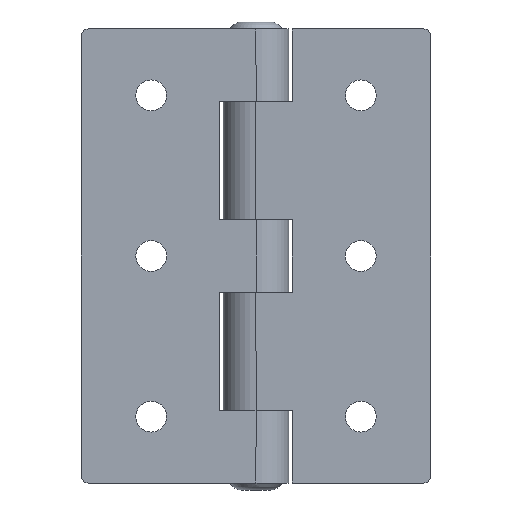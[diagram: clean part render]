
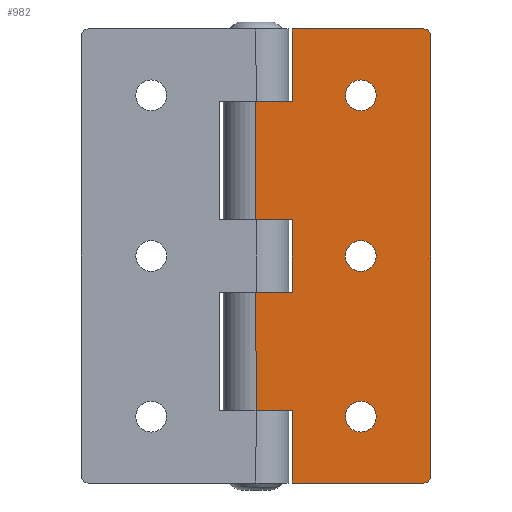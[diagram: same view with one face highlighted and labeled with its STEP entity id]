
A CAD part, front view. The second image highlights one B-rep face of the part: STEP entity #982.
In plain terms, the highlighted planar face has unit normal (0, -1, 0).
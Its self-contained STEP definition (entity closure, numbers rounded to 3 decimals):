
#45=FACE_BOUND('',#190,.T.);
#46=FACE_BOUND('',#191,.T.);
#47=FACE_BOUND('',#192,.T.);
#73=PLANE('',#1072);
#120=FACE_OUTER_BOUND('',#189,.T.);
#189=EDGE_LOOP('',(#815,#816,#817,#818,#819,#820,#821,#822,#823,#824,#825,
#826,#827,#828));
#190=EDGE_LOOP('',(#829));
#191=EDGE_LOOP('',(#830));
#192=EDGE_LOOP('',(#831));
#265=LINE('',#1579,#351);
#268=LINE('',#1585,#354);
#269=LINE('',#1587,#355);
#270=LINE('',#1589,#356);
#271=LINE('',#1591,#357);
#272=LINE('',#1593,#358);
#273=LINE('',#1595,#359);
#274=LINE('',#1597,#360);
#275=LINE('',#1599,#361);
#276=LINE('',#1601,#362);
#277=LINE('',#1603,#363);
#278=LINE('',#1605,#364);
#351=VECTOR('',#1290,63.);
#354=VECTOR('',#1295,18.8);
#355=VECTOR('',#1296,10.4);
#356=VECTOR('',#1297,5.2);
#357=VECTOR('',#1298,16.9);
#358=VECTOR('',#1299,5.2);
#359=VECTOR('',#1300,10.4);
#360=VECTOR('',#1301,5.2);
#361=VECTOR('',#1302,16.9);
#362=VECTOR('',#1303,5.2);
#363=VECTOR('',#1304,10.4);
#364=VECTOR('',#1305,18.8);
#420=CIRCLE('',#1070,1.);
#421=CIRCLE('',#1073,1.);
#422=CIRCLE('',#1074,2.2);
#423=CIRCLE('',#1075,2.2);
#424=CIRCLE('',#1076,2.2);
#491=VERTEX_POINT('',#1572);
#492=VERTEX_POINT('',#1574);
#493=VERTEX_POINT('',#1578);
#495=VERTEX_POINT('',#1584);
#496=VERTEX_POINT('',#1586);
#497=VERTEX_POINT('',#1588);
#498=VERTEX_POINT('',#1590);
#499=VERTEX_POINT('',#1592);
#500=VERTEX_POINT('',#1594);
#501=VERTEX_POINT('',#1596);
#502=VERTEX_POINT('',#1598);
#503=VERTEX_POINT('',#1600);
#504=VERTEX_POINT('',#1602);
#505=VERTEX_POINT('',#1604);
#506=VERTEX_POINT('',#1607);
#507=VERTEX_POINT('',#1609);
#508=VERTEX_POINT('',#1611);
#605=EDGE_CURVE('',#491,#492,#420,.T.);
#607=EDGE_CURVE('',#492,#493,#265,.T.);
#610=EDGE_CURVE('',#495,#491,#268,.T.);
#611=EDGE_CURVE('',#495,#496,#269,.T.);
#612=EDGE_CURVE('',#496,#497,#270,.T.);
#613=EDGE_CURVE('',#497,#498,#271,.T.);
#614=EDGE_CURVE('',#498,#499,#272,.T.);
#615=EDGE_CURVE('',#499,#500,#273,.T.);
#616=EDGE_CURVE('',#500,#501,#274,.T.);
#617=EDGE_CURVE('',#501,#502,#275,.T.);
#618=EDGE_CURVE('',#502,#503,#276,.T.);
#619=EDGE_CURVE('',#503,#504,#277,.T.);
#620=EDGE_CURVE('',#505,#504,#278,.T.);
#621=EDGE_CURVE('',#493,#505,#421,.T.);
#622=EDGE_CURVE('',#506,#506,#422,.T.);
#623=EDGE_CURVE('',#507,#507,#423,.T.);
#624=EDGE_CURVE('',#508,#508,#424,.T.);
#815=ORIENTED_EDGE('',*,*,#605,.F.);
#816=ORIENTED_EDGE('',*,*,#610,.F.);
#817=ORIENTED_EDGE('',*,*,#611,.T.);
#818=ORIENTED_EDGE('',*,*,#612,.T.);
#819=ORIENTED_EDGE('',*,*,#613,.T.);
#820=ORIENTED_EDGE('',*,*,#614,.T.);
#821=ORIENTED_EDGE('',*,*,#615,.T.);
#822=ORIENTED_EDGE('',*,*,#616,.T.);
#823=ORIENTED_EDGE('',*,*,#617,.T.);
#824=ORIENTED_EDGE('',*,*,#618,.T.);
#825=ORIENTED_EDGE('',*,*,#619,.T.);
#826=ORIENTED_EDGE('',*,*,#620,.F.);
#827=ORIENTED_EDGE('',*,*,#621,.F.);
#828=ORIENTED_EDGE('',*,*,#607,.F.);
#829=ORIENTED_EDGE('',*,*,#622,.T.);
#830=ORIENTED_EDGE('',*,*,#623,.T.);
#831=ORIENTED_EDGE('',*,*,#624,.T.);
#982=ADVANCED_FACE('',(#120,#45,#46,#47),#73,.T.);
#1070=AXIS2_PLACEMENT_3D('',#1575,#1285,#1286);
#1072=AXIS2_PLACEMENT_3D('',#1583,#1293,#1294);
#1073=AXIS2_PLACEMENT_3D('',#1606,#1306,#1307);
#1074=AXIS2_PLACEMENT_3D('',#1608,#1308,#1309);
#1075=AXIS2_PLACEMENT_3D('',#1610,#1310,#1311);
#1076=AXIS2_PLACEMENT_3D('',#1612,#1312,#1313);
#1285=DIRECTION('center_axis',(0.,1.,0.));
#1286=DIRECTION('ref_axis',(-0.707,0.,-0.707));
#1290=DIRECTION('',(0.,0.,1.));
#1293=DIRECTION('center_axis',(0.,-1.,0.));
#1294=DIRECTION('ref_axis',(1.,0.,0.));
#1295=DIRECTION('',(-1.,0.,0.));
#1296=DIRECTION('',(0.,0.,1.));
#1297=DIRECTION('',(1.,0.,0.));
#1298=DIRECTION('',(0.,0.,1.));
#1299=DIRECTION('',(-1.,0.,0.));
#1300=DIRECTION('',(0.,0.,1.));
#1301=DIRECTION('',(1.,0.,0.));
#1302=DIRECTION('',(0.,0.,1.));
#1303=DIRECTION('',(-1.,0.,0.));
#1304=DIRECTION('',(0.,0.,1.));
#1305=DIRECTION('',(1.,0.,0.));
#1306=DIRECTION('center_axis',(0.,1.,0.));
#1307=DIRECTION('ref_axis',(-0.707,0.,0.707));
#1308=DIRECTION('center_axis',(0.,1.,0.));
#1309=DIRECTION('ref_axis',(1.,0.,0.));
#1310=DIRECTION('center_axis',(0.,1.,0.));
#1311=DIRECTION('ref_axis',(1.,0.,0.));
#1312=DIRECTION('center_axis',(0.,1.,0.));
#1313=DIRECTION('ref_axis',(1.,0.,0.));
#1572=CARTESIAN_POINT('',(-24.,0.,-32.5));
#1574=CARTESIAN_POINT('',(-25.,0.,-31.5));
#1575=CARTESIAN_POINT('Origin',(-24.,0.,-31.5));
#1578=CARTESIAN_POINT('',(-25.,0.,31.5));
#1579=CARTESIAN_POINT('',(-25.,0.,0.));
#1583=CARTESIAN_POINT('Origin',(-25.,0.,0.));
#1584=CARTESIAN_POINT('',(-5.2,0.,-32.5));
#1585=CARTESIAN_POINT('',(-25.,0.,-32.5));
#1586=CARTESIAN_POINT('',(-5.2,0.,-22.1));
#1587=CARTESIAN_POINT('',(-5.2,0.,-16.25));
#1588=CARTESIAN_POINT('',(0.,0.,-22.1));
#1589=CARTESIAN_POINT('',(-15.1,0.,-22.1));
#1590=CARTESIAN_POINT('',(0.,0.,-5.2));
#1591=CARTESIAN_POINT('',(0.,0.,0.));
#1592=CARTESIAN_POINT('',(-5.2,0.,-5.2));
#1593=CARTESIAN_POINT('',(-10.15,0.,-5.2));
#1594=CARTESIAN_POINT('',(-5.2,0.,5.2));
#1595=CARTESIAN_POINT('',(-5.2,0.,-2.6));
#1596=CARTESIAN_POINT('',(0.,0.,5.2));
#1597=CARTESIAN_POINT('',(-15.1,0.,5.2));
#1598=CARTESIAN_POINT('',(0.,0.,22.1));
#1599=CARTESIAN_POINT('',(0.,0.,0.));
#1600=CARTESIAN_POINT('',(-5.2,0.,22.1));
#1601=CARTESIAN_POINT('',(-10.15,0.,22.1));
#1602=CARTESIAN_POINT('',(-5.2,0.,32.5));
#1603=CARTESIAN_POINT('',(-5.2,0.,11.05));
#1604=CARTESIAN_POINT('',(-24.,0.,32.5));
#1605=CARTESIAN_POINT('',(-25.,0.,32.5));
#1606=CARTESIAN_POINT('Origin',(-24.,0.,31.5));
#1607=CARTESIAN_POINT('',(-17.2,0.,0.));
#1608=CARTESIAN_POINT('Origin',(-15.,0.,0.));
#1609=CARTESIAN_POINT('',(-17.2,0.,23.));
#1610=CARTESIAN_POINT('Origin',(-15.,0.,23.));
#1611=CARTESIAN_POINT('',(-17.2,0.,-23.));
#1612=CARTESIAN_POINT('Origin',(-15.,0.,-23.));
